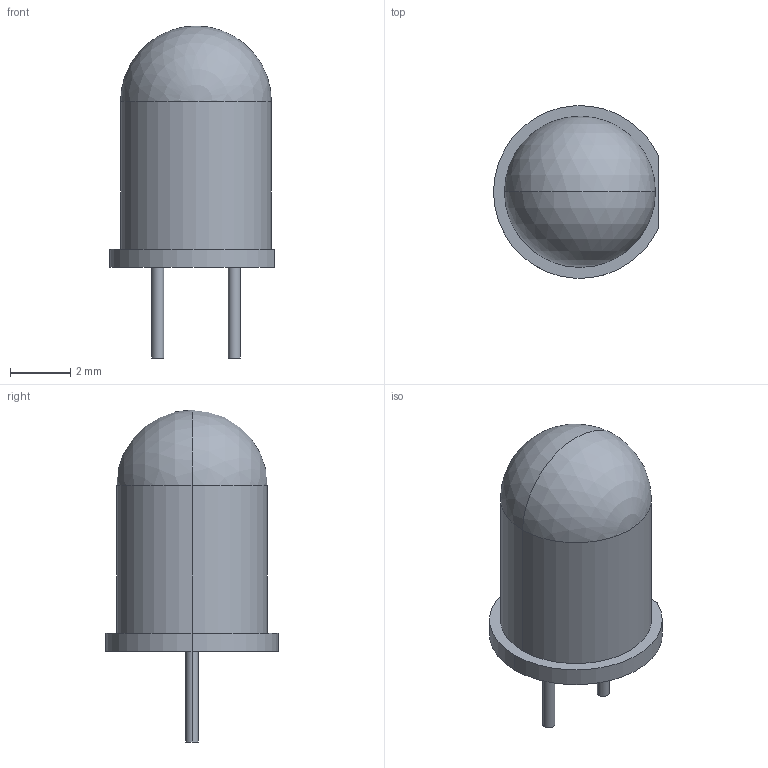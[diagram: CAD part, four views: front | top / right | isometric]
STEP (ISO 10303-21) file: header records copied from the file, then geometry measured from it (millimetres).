
FILE_DESCRIPTION (( 'STEP AP214' ), '1' );
FILE_NAME ('LED-5.STEP', '2016-09-06T03:51:25', ( '' ), ( '' ), 'SwSTEP 2.0', 'SolidWorks 2016', '' );
FILE_SCHEMA (( 'AUTOMOTIVE_DESIGN' ));
Length unit declared in the file: millimetre
Products named in the file (1): LED-5
Bounding box: 5.46 x 5.72 x 11 mm (x, y, z)
Volume: 144.9 mm3; surface area: 165.6 mm2
Topology: 1 solids, 1 shells, 15 faces, 33 edges, 21 vertices
Faces by surface type: cylinder 8, plane 5, sphere 2
Entity records: 592 total; most frequent: DIRECTION 79, CARTESIAN_POINT 64, ORIENTED_EDGE 58, AXIS2_PLACEMENT_3D 34, EDGE_CURVE 29, VERTEX_POINT 19, CIRCLE 18, UNCERTAINTY_MEASURE_WITH_UNIT 18
